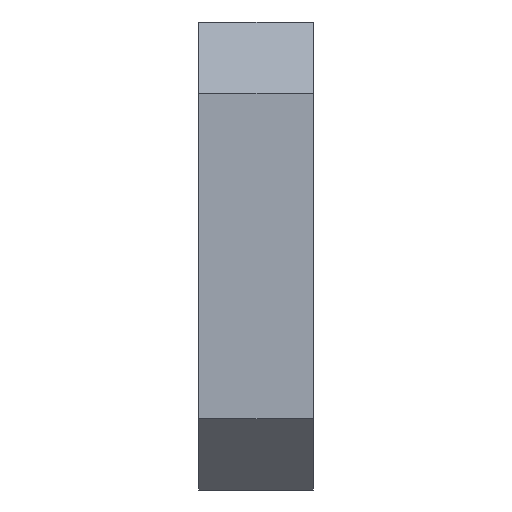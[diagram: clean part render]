
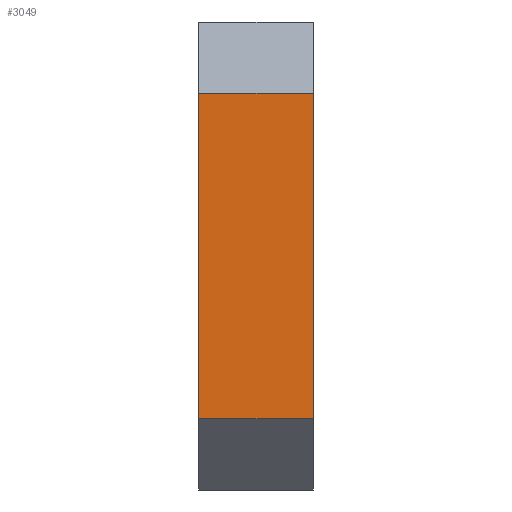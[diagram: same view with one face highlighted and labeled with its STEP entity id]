
A CAD part, left-side view. The second image highlights one B-rep face of the part: STEP entity #3049.
In plain terms, the highlighted planar face has unit normal (-1, 0, 0).
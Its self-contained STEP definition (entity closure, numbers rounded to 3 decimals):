
#225=FACE_OUTER_BOUND('',#410,.T.);
#410=EDGE_LOOP('',(#2563,#2564,#2565,#2566));
#503=LINE('',#4215,#879);
#772=LINE('',#4792,#1148);
#785=LINE('',#4836,#1161);
#786=LINE('',#4838,#1162);
#879=VECTOR('',#3386,10.);
#1148=VECTOR('',#3873,10.);
#1161=VECTOR('',#3908,10.);
#1162=VECTOR('',#3911,10.);
#1250=VERTEX_POINT('',#4212);
#1251=VERTEX_POINT('',#4214);
#1449=VERTEX_POINT('',#4789);
#1450=VERTEX_POINT('',#4791);
#1543=EDGE_CURVE('',#1251,#1250,#503,.T.);
#1830=EDGE_CURVE('',#1449,#1450,#772,.T.);
#1853=EDGE_CURVE('',#1251,#1449,#785,.T.);
#1854=EDGE_CURVE('',#1450,#1250,#786,.T.);
#2563=ORIENTED_EDGE('',*,*,#1853,.F.);
#2564=ORIENTED_EDGE('',*,*,#1543,.T.);
#2565=ORIENTED_EDGE('',*,*,#1854,.F.);
#2566=ORIENTED_EDGE('',*,*,#1830,.F.);
#2914=PLANE('',#3254);
#3049=ADVANCED_FACE('',(#225),#2914,.T.);
#3254=AXIS2_PLACEMENT_3D('',#4837,#3909,#3910);
#3386=DIRECTION('',(0.,0.,1.));
#3873=DIRECTION('',(0.,0.,1.));
#3908=DIRECTION('',(0.,1.,0.));
#3909=DIRECTION('center_axis',(-1.,0.,0.));
#3910=DIRECTION('ref_axis',(0.,-1.,0.));
#3911=DIRECTION('',(0.,-1.,0.));
#4212=CARTESIAN_POINT('',(-165.,-8.,27.75));
#4214=CARTESIAN_POINT('',(-165.,-8.,5.));
#4215=CARTESIAN_POINT('',(-165.,-8.,0.));
#4789=CARTESIAN_POINT('',(-165.,0.,5.));
#4791=CARTESIAN_POINT('',(-165.,0.,27.75));
#4792=CARTESIAN_POINT('',(-165.,0.,0.));
#4836=CARTESIAN_POINT('',(-165.,-2.,5.));
#4837=CARTESIAN_POINT('Origin',(-165.,0.,0.));
#4838=CARTESIAN_POINT('',(-165.,-2.,27.75));
